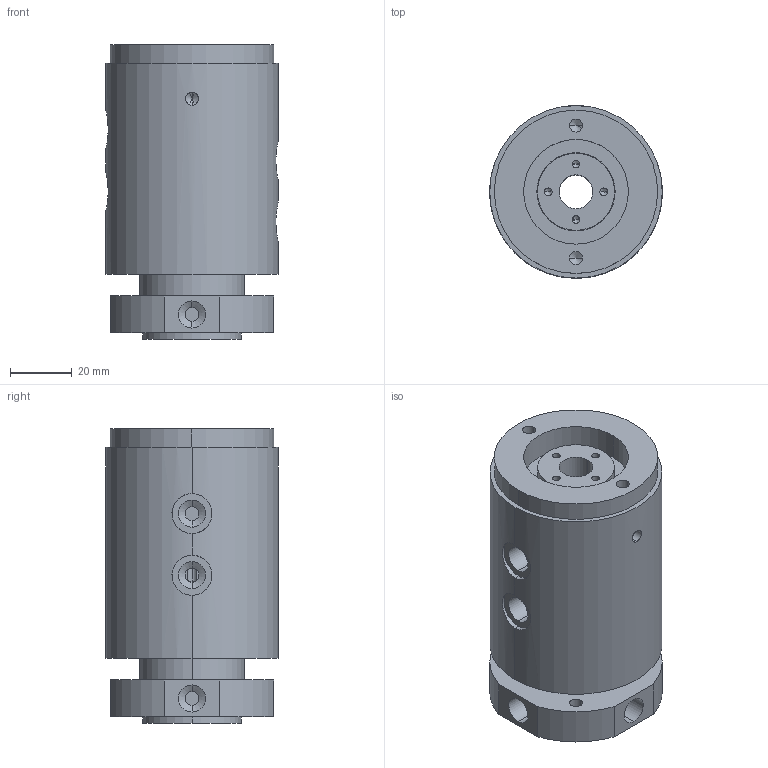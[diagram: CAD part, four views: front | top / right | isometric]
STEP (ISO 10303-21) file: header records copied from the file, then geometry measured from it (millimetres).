
FILE_DESCRIPTION (( 'STEP AP203' ), '1' );
FILE_NAME ('RX01120002.STEP', '2020-11-30T05:48:42', ( '微软用户' ), ( '微软中国' ), 'SwSTEP 2.0', 'SolidWorks 2014', '' );
FILE_SCHEMA (( 'CONFIG_CONTROL_DESIGN' ));
Length unit declared in the file: millimetre
Products named in the file (1): RX01120002
Bounding box: 56 x 56 x 95.5 mm (x, y, z)
Volume: 197396.1 mm3; surface area: 33291.3 mm2
Topology: 1 solids, 1 shells, 151 faces, 346 edges, 204 vertices
Faces by surface type: cylinder 88, cone 32, plane 31
Entity records: 4769 total; most frequent: CARTESIAN_POINT 1250, DIRECTION 782, ORIENTED_EDGE 660, EDGE_CURVE 330, AXIS2_PLACEMENT_3D 320, VERTEX_POINT 204, EDGE_LOOP 184, CIRCLE 168
